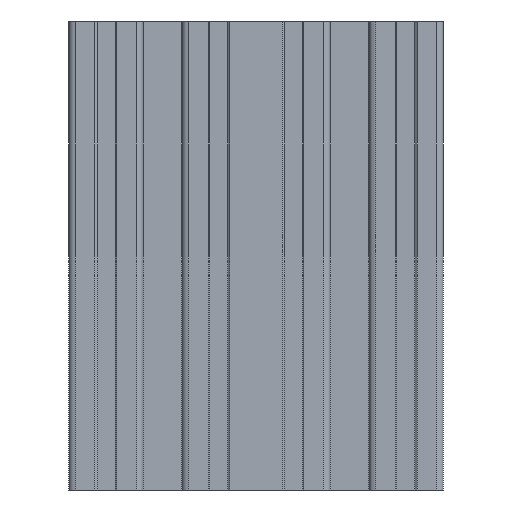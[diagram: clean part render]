
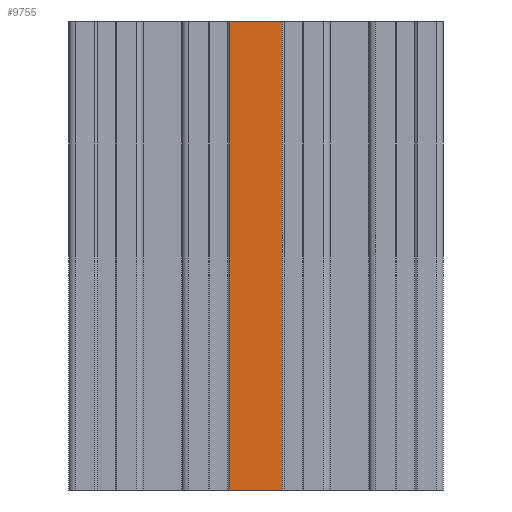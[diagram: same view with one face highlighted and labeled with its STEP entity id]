
A CAD part, front view. The second image highlights one B-rep face of the part: STEP entity #9755.
In plain terms, the highlighted planar face has unit normal (0, -1, 0).
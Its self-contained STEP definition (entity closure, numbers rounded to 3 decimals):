
#2252 = VECTOR ( 'NONE', #29666, 1000. ) ;
#2556 = VERTEX_POINT ( 'NONE', #34387 ) ;
#2937 = CARTESIAN_POINT ( 'NONE',  ( 0., 161.426, 100. ) ) ;
#3686 = DIRECTION ( 'NONE',  ( 0., 0., -1. ) ) ;
#3722 = VERTEX_POINT ( 'NONE', #10366 ) ;
#4397 = VECTOR ( 'NONE', #31771, 1000. ) ;
#4585 = VECTOR ( 'NONE', #3686, 1000. ) ;
#5587 = DIRECTION ( 'NONE',  ( 0., 0., -1. ) ) ;
#5830 = EDGE_CURVE ( 'NONE', #19580, #2556, #29996, .T. ) ;
#5846 = LINE ( 'NONE', #16846, #4585 ) ;
#6701 = VECTOR ( 'NONE', #23660, 1000. ) ;
#6918 = ORIENTED_EDGE ( 'NONE', *, *, #30436, .T. ) ;
#6957 = LINE ( 'NONE', #17802, #6701 ) ;
#9755 = ADVANCED_FACE ( 'NONE', ( #16961 ), #33182, .T. ) ;
#10366 = CARTESIAN_POINT ( 'NONE',  ( 39.706, 161.426, 100. ) ) ;
#14735 = ORIENTED_EDGE ( 'NONE', *, *, #31263, .F. ) ;
#15033 = ORIENTED_EDGE ( 'NONE', *, *, #5830, .F. ) ;
#16846 = CARTESIAN_POINT ( 'NONE',  ( 39.706, 161.426, 100. ) ) ;
#16961 = FACE_OUTER_BOUND ( 'NONE', #31414, .T. ) ;
#17718 = CARTESIAN_POINT ( 'NONE',  ( 39.706, 161.426, 0. ) ) ;
#17802 = CARTESIAN_POINT ( 'NONE',  ( 0., 161.426, 0. ) ) ;
#18003 = ORIENTED_EDGE ( 'NONE', *, *, #27415, .T. ) ;
#18165 = VERTEX_POINT ( 'NONE', #17718 ) ;
#18222 = AXIS2_PLACEMENT_3D ( 'NONE', #2937, #24800, #5587 ) ;
#19580 = VERTEX_POINT ( 'NONE', #30764 ) ;
#23660 = DIRECTION ( 'NONE',  ( -1., 0., 0. ) ) ;
#24800 = DIRECTION ( 'NONE',  ( 0., -1., 0. ) ) ;
#25730 = LINE ( 'NONE', #26071, #4397 ) ;
#26071 = CARTESIAN_POINT ( 'NONE',  ( 0., 161.426, 100. ) ) ;
#26457 = CARTESIAN_POINT ( 'NONE',  ( 50.882, 161.426, 100. ) ) ;
#27415 = EDGE_CURVE ( 'NONE', #3722, #18165, #5846, .T. ) ;
#29666 = DIRECTION ( 'NONE',  ( 0., 0., -1. ) ) ;
#29996 = LINE ( 'NONE', #26457, #2252 ) ;
#30436 = EDGE_CURVE ( 'NONE', #19580, #3722, #25730, .T. ) ;
#30764 = CARTESIAN_POINT ( 'NONE',  ( 50.882, 161.426, 100. ) ) ;
#31263 = EDGE_CURVE ( 'NONE', #2556, #18165, #6957, .T. ) ;
#31414 = EDGE_LOOP ( 'NONE', ( #14735, #15033, #6918, #18003 ) ) ;
#31771 = DIRECTION ( 'NONE',  ( -1., 0., 0. ) ) ;
#33182 = PLANE ( 'NONE',  #18222 ) ;
#34387 = CARTESIAN_POINT ( 'NONE',  ( 50.882, 161.426, 0. ) ) ;
